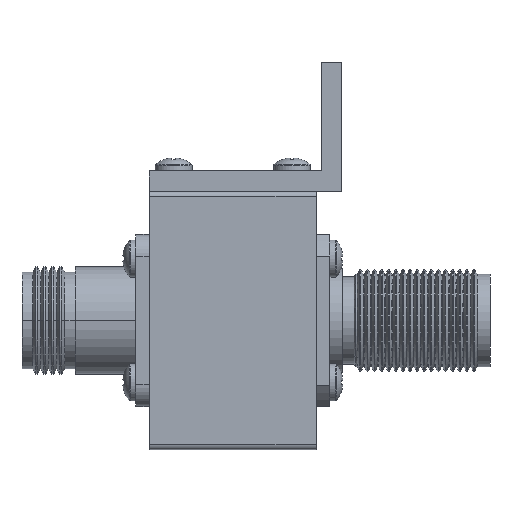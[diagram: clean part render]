
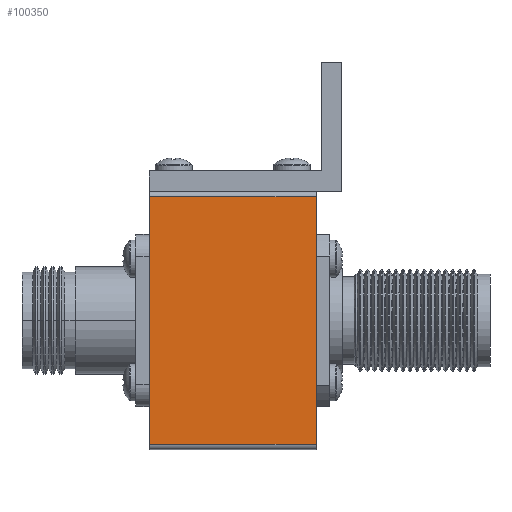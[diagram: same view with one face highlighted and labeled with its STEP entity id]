
A CAD part, front view. The second image highlights one B-rep face of the part: STEP entity #100350.
In plain terms, the highlighted planar face has unit normal (0, -1, 0).
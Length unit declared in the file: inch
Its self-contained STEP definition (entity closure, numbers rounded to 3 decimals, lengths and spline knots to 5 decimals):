
#2536 = EDGE_CURVE ( 'NONE', #6040, #101176, #31548, .T. ) ;
#5159 = VECTOR ( 'NONE', #93034, 39.37008 ) ;
#6040 = VERTEX_POINT ( 'NONE', #96565 ) ;
#7520 = EDGE_CURVE ( 'NONE', #69240, #6040, #34706, .T. ) ;
#9856 = DIRECTION ( 'NONE',  ( 0., 0., 1. ) ) ;
#12985 = VECTOR ( 'NONE', #79048, 39.37008 ) ;
#15940 = EDGE_CURVE ( 'NONE', #69240, #35207, #55674, .T. ) ;
#19465 = CARTESIAN_POINT ( 'NONE',  ( 0.72, -0.25, -0.485 ) ) ;
#26698 = ORIENTED_EDGE ( 'NONE', *, *, #15940, .F. ) ;
#27116 = AXIS2_PLACEMENT_3D ( 'NONE', #49861, #57969, #9856 ) ;
#28615 = CARTESIAN_POINT ( 'NONE',  ( -0.75, -0.25, -0.485 ) ) ;
#29498 = EDGE_LOOP ( 'NONE', ( #26698, #85341, #88282, #32015 ) ) ;
#31548 = LINE ( 'NONE', #28615, #5159 ) ;
#32015 = ORIENTED_EDGE ( 'NONE', *, *, #103939, .T. ) ;
#34706 = LINE ( 'NONE', #69737, #74953 ) ;
#35207 = VERTEX_POINT ( 'NONE', #78172 ) ;
#37385 = DIRECTION ( 'NONE',  ( 0., 0., -1. ) ) ;
#49861 = CARTESIAN_POINT ( 'NONE',  ( -0.75, -0.25, 0.485 ) ) ;
#55674 = LINE ( 'NONE', #70958, #12985 ) ;
#57969 = DIRECTION ( 'NONE',  ( 0., 1., 0. ) ) ;
#58176 = DIRECTION ( 'NONE',  ( 0., 0., 1. ) ) ;
#65202 = LINE ( 'NONE', #98382, #86736 ) ;
#69240 = VERTEX_POINT ( 'NONE', #82998 ) ;
#69737 = CARTESIAN_POINT ( 'NONE',  ( -0.72, -0.25, 0.485 ) ) ;
#70958 = CARTESIAN_POINT ( 'NONE',  ( -0.75, -0.25, 0.485 ) ) ;
#74953 = VECTOR ( 'NONE', #37385, 39.37008 ) ;
#78172 = CARTESIAN_POINT ( 'NONE',  ( 0.72, -0.25, 0.485 ) ) ;
#79048 = DIRECTION ( 'NONE',  ( 1., 0., 0. ) ) ;
#82998 = CARTESIAN_POINT ( 'NONE',  ( -0.72, -0.25, 0.485 ) ) ;
#85341 = ORIENTED_EDGE ( 'NONE', *, *, #7520, .T. ) ;
#86221 = FACE_OUTER_BOUND ( 'NONE', #29498, .T. ) ;
#86736 = VECTOR ( 'NONE', #58176, 39.37008 ) ;
#88282 = ORIENTED_EDGE ( 'NONE', *, *, #2536, .T. ) ;
#93034 = DIRECTION ( 'NONE',  ( 1., 0., 0. ) ) ;
#96565 = CARTESIAN_POINT ( 'NONE',  ( -0.72, -0.25, -0.485 ) ) ;
#98183 = PLANE ( 'NONE',  #27116 ) ;
#98382 = CARTESIAN_POINT ( 'NONE',  ( 0.72, -0.25, 0.485 ) ) ;
#100350 = ADVANCED_FACE ( 'NONE', ( #86221 ), #98183, .F. ) ;
#101176 = VERTEX_POINT ( 'NONE', #19465 ) ;
#103939 = EDGE_CURVE ( 'NONE', #101176, #35207, #65202, .T. ) ;
